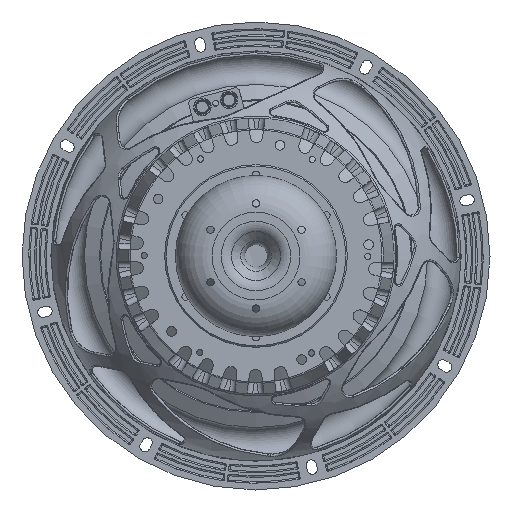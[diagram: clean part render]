
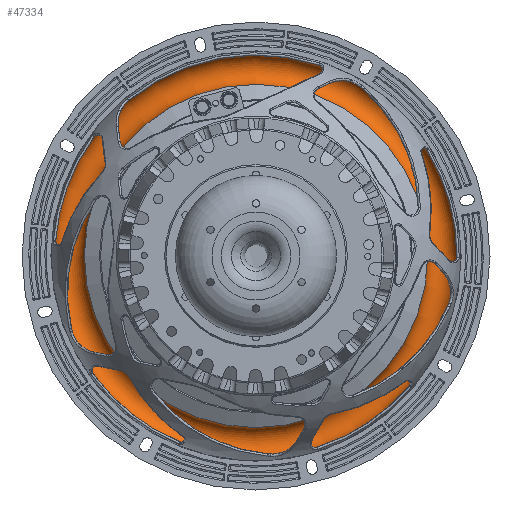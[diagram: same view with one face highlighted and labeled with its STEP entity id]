
A CAD part, front view. The second image highlights one B-rep face of the part: STEP entity #47334.
In plain terms, the highlighted toroidal (fillet/blend) face has major radius 127.75 mm and minor radius 10.378 mm.
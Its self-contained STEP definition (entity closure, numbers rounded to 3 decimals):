
#227 = CARTESIAN_POINT ( 'NONE',  ( -69.267, 152.297, -119.357 ) ) ;
#8097 = AXIS2_PLACEMENT_3D ( 'NONE', #20706, #47929, #73812 ) ;
#8840 = CIRCLE ( 'NONE', #80039, 117.5 ) ;
#20706 = CARTESIAN_POINT ( 'NONE',  ( 0., 152.297, 0. ) ) ;
#33610 = TOROIDAL_SURFACE ( 'NONE', #74875, 127.75, 10.378 ) ;
#38997 = DIRECTION ( 'NONE',  ( -0.502, 0., -0.865 ) ) ;
#40305 = EDGE_CURVE ( 'NONE', #68905, #68905, #87852, .T. ) ;
#47334 = ADVANCED_FACE ( 'NONE', ( #50598, #85817 ), #33610, .F. ) ;
#47929 = DIRECTION ( 'NONE',  ( 0., -1., 0. ) ) ;
#50598 = FACE_OUTER_BOUND ( 'NONE', #78564, .T. ) ;
#54087 = CARTESIAN_POINT ( 'NONE',  ( -58.977, 152.297, -101.626 ) ) ;
#60435 = CARTESIAN_POINT ( 'NONE',  ( 0., 152.297, 0. ) ) ;
#67560 = DIRECTION ( 'NONE',  ( -0.502, 0., -0.865 ) ) ;
#68905 = VERTEX_POINT ( 'NONE', #227 ) ;
#70447 = VERTEX_POINT ( 'NONE', #54087 ) ;
#73812 = DIRECTION ( 'NONE',  ( -0.502, 0., -0.865 ) ) ;
#74875 = AXIS2_PLACEMENT_3D ( 'NONE', #84928, #85377, #38997 ) ;
#78564 = EDGE_LOOP ( 'NONE', ( #83578 ) ) ;
#80039 = AXIS2_PLACEMENT_3D ( 'NONE', #60435, #87616, #67560 ) ;
#80635 = EDGE_CURVE ( 'NONE', #70447, #70447, #8840, .T. ) ;
#83578 = ORIENTED_EDGE ( 'NONE', *, *, #80635, .F. ) ;
#84497 = ORIENTED_EDGE ( 'NONE', *, *, #40305, .T. ) ;
#84928 = CARTESIAN_POINT ( 'NONE',  ( 0., 153.92, 0. ) ) ;
#85377 = DIRECTION ( 'NONE',  ( 0., -1., 0. ) ) ;
#85817 = FACE_OUTER_BOUND ( 'NONE', #87840, .T. ) ;
#87616 = DIRECTION ( 'NONE',  ( 0., -1., 0. ) ) ;
#87840 = EDGE_LOOP ( 'NONE', ( #84497 ) ) ;
#87852 = CIRCLE ( 'NONE', #8097, 138. ) ;
